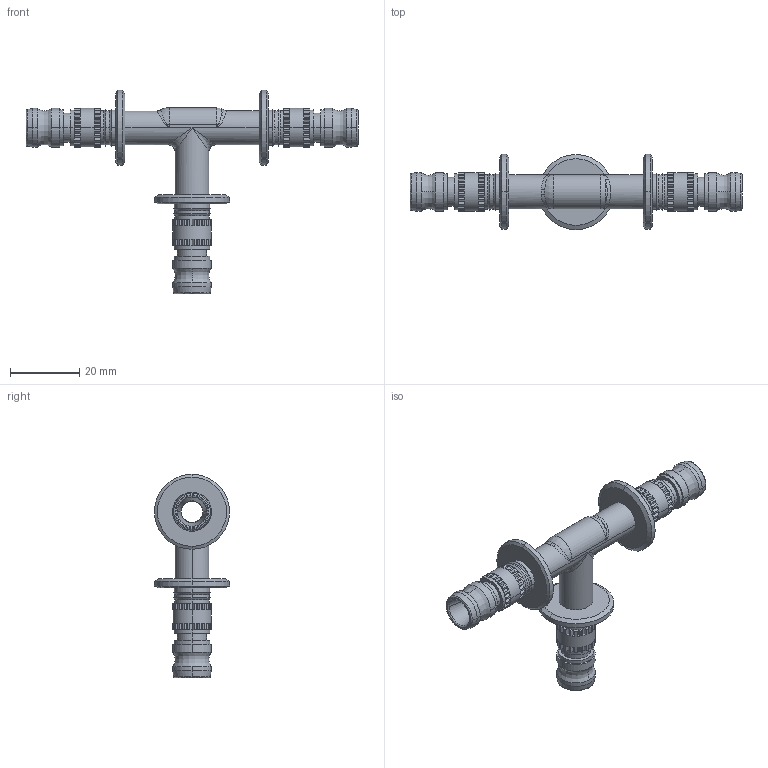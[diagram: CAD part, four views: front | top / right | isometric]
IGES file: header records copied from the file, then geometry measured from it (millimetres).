
Global section: file name: No Iges File Name specified; native system: Autodesk Inventor 2011; preprocessor: AutoDesk Inventor Iges Exporter R2011; author: bruh; date: 20110613.134832; units: millimetre
Bounding box: 96 x 21.7 x 58.85 mm (x, y, z)
Volume: 8869 mm3; surface area: 9862.2 mm2
Topology: 1 solids, 1 shells, 712 faces, 1776 edges, 1078 vertices
Faces by surface type: plane 566, cylinder 71, cone 32, bspline 25, revolution 12, torus 6
